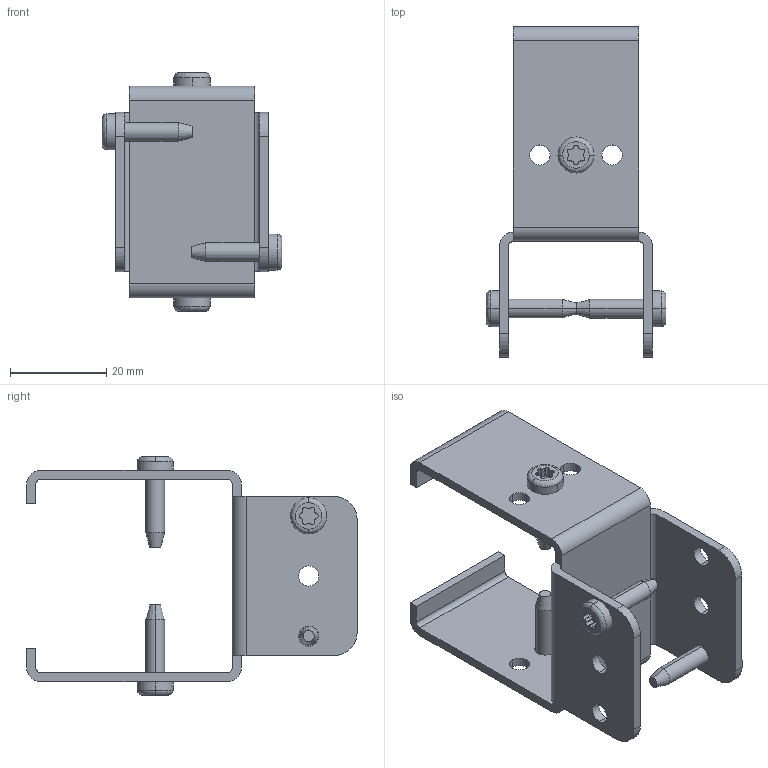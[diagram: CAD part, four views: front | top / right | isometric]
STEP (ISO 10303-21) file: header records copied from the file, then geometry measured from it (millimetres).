
FILE_DESCRIPTION (( 'STEP AP214' ), '1' );
FILE_NAME ('7750010', '2019-02-01T13:52:04', ( '' ), ('JUGARD+KÜNSTNER GmbH'), 'SwSTEP 2.0', 'SolidWorks 2017', '' );
FILE_SCHEMA (( 'AUTOMOTIVE_DESIGN' ));
Length unit declared in the file: millimetre
Products named in the file (1): 7750010_CNAJF00
Bounding box: 37.36 x 68.7 x 49.56 mm (x, y, z)
Volume: 10774.1 mm3; surface area: 12433.8 mm2
Topology: 1 solids, 1 shells, 224 faces, 596 edges, 390 vertices
Faces by surface type: cylinder 118, plane 90, bspline 8, cone 8
Entity records: 9656 total; most frequent: CARTESIAN_POINT 1355, DIRECTION 1276, ORIENTED_EDGE 1192, EDGE_CURVE 596, AXIS2_PLACEMENT_3D 471, VERTEX_POINT 390, VECTOR 334, LINE 334
